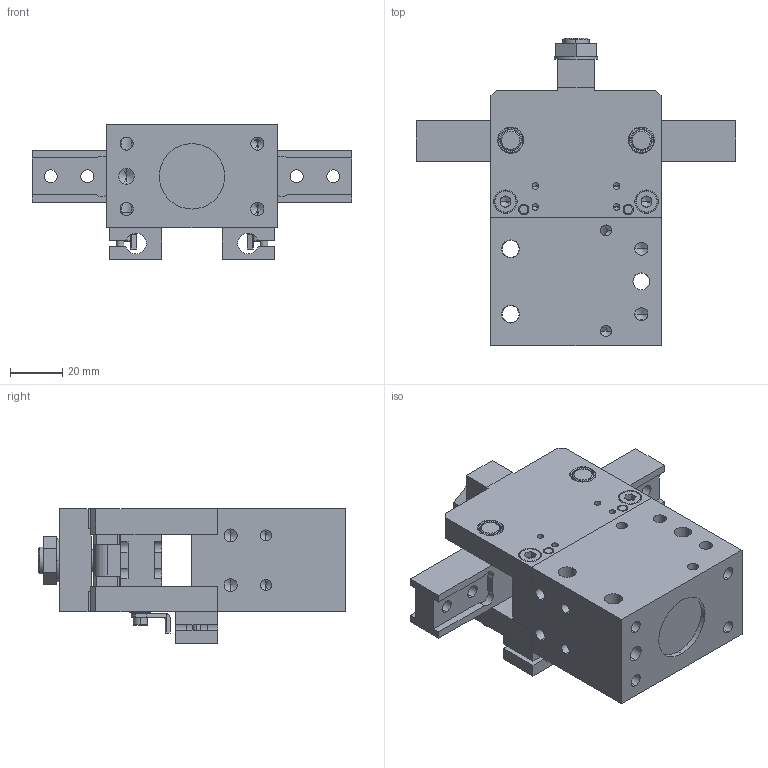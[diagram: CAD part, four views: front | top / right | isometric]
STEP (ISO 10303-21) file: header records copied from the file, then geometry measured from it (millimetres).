
FILE_DESCRIPTION (( 'STEP AP214' ), '1' );
FILE_NAME ('2RG 035.STEP', '2012-03-05T01:06:17', ( 'xw4600' ), ( '' ), 'SwSTEP 2.0', 'SolidWorks 2010', '' );
FILE_SCHEMA (( 'AUTOMOTIVE_DESIGN' ));
Length unit declared in the file: millimetre
Products named in the file (19): 2RG-035-01_Default; 2RG-035-02_Default; 2RG-035-07_Default; 2RG-035-11_Default; 2RG-035-03_Default; 2RG-035-04_Default; 2RG-035-08_Default; 2RG-035-09_Default; 2RG-035-P1_Default; 2RG-035-P4_Default; 2RG-035-P3_Default; 2RG-035-P2_Default; 2RG-035-12_Default; 2RG-035-13_Default; hexagon thin nut_KS 1012 B- M10-N; Socket Head Cap Screw_ISO 4762 M3 x 8 --- 8N; Socket Head Cap Screw_ISO 4762 M5 x 10 --- 10N; Plain Washer(M10)_KS 1326 PW - M10; 2RG 035
Assembly tree (42 placements, depth 2):
  2RG 035
    2RG-035-P1_Default
    Socket Head Cap Screw_ISO 4762 M3 x 8 --- 8N  x8
    2RG-035-07_Default  x4
    2RG-035-12_Default  x2
    Socket Head Cap Screw_ISO 4762 M5 x 10 --- 10N  x6
    2RG-035-02_Default  x2
    2RG-035-09_Default  x2
    2RG-035-P2_Default  x2
    2RG-035-08_Default
    2RG-035-04_Default  x2
    2RG-035-P3_Default  x2
    2RG-035-01_Default
    2RG-035-03_Default
    hexagon thin nut_KS 1012 B- M10-N
    2RG-035-P4_Default  x2
    2RG-035-11_Default  x2
    2RG-035-13_Default  x2
    Plain Washer(M10)_KS 1326 PW - M10
Bounding box: 122 x 117.5 x 51.4 mm (x, y, z)
Volume: 186555.8 mm3; surface area: 83774.4 mm2
Topology: 42 solids, 42 shells, 1072 faces, 2521 edges, 1518 vertices
Faces by surface type: plane 453, cylinder 354, cone 209, torus 56
Entity records: 16858 total; most frequent: CARTESIAN_POINT 2842, DIRECTION 2788, ORIENTED_EDGE 2426, EDGE_CURVE 1213, AXIS2_PLACEMENT_3D 1048, VERTEX_POINT 774, LINE 692, VECTOR 692
